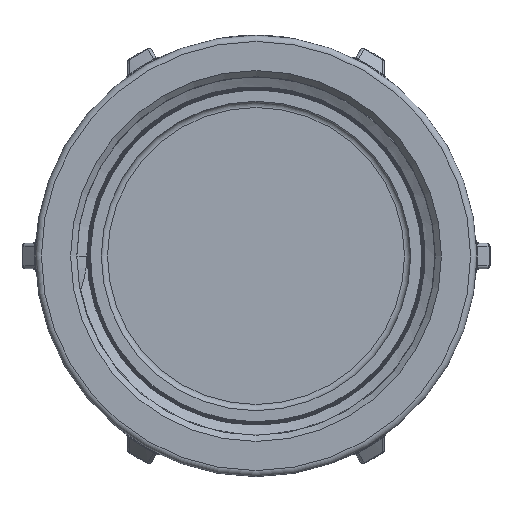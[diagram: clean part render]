
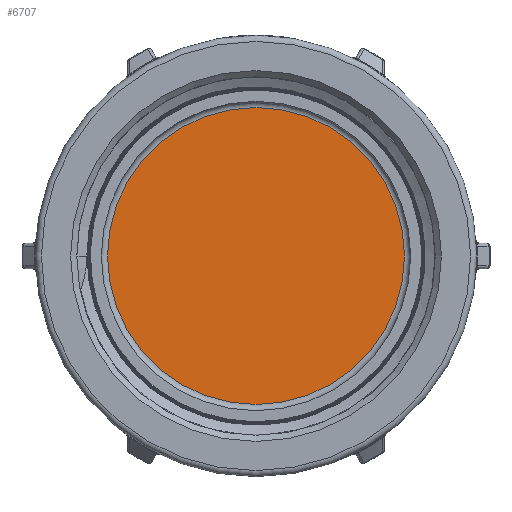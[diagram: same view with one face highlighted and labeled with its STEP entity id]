
A CAD part, left-side view. The second image highlights one B-rep face of the part: STEP entity #6707.
In plain terms, the highlighted planar face has unit normal (-1, 0, 0).
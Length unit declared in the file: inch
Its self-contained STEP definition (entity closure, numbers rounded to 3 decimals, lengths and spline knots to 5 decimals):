
#152=PLANE($,#7224);
#942=FACE_OUTER_BOUND($,#1370,.T.);
#1370=EDGE_LOOP($,(#5062));
#2656=CIRCLE($,#7222,1.45);
#2938=VERTEX_POINT($,#11521);
#3731=EDGE_CURVE($,#2938,#2938,#2656,.T.);
#5062=ORIENTED_EDGE($,*,*,#3731,.F.);
#6707=ADVANCED_FACE($,(#942),#152,.T.);
#7222=AXIS2_PLACEMENT_3D($,#11522,#8073,#8074);
#7224=AXIS2_PLACEMENT_3D($,#11525,#8077,#8078);
#8073=DIRECTION('center_axis',(1.,0.,0.));
#8074=DIRECTION('ref_axis',(0.,-1.,0.));
#8077=DIRECTION('center_axis',(-1.,0.,0.));
#8078=DIRECTION('ref_axis',(0.,0.,1.));
#11521=CARTESIAN_POINT('',(1.8,1.45,0.));
#11522=CARTESIAN_POINT('Origin',(1.8,0.,0.));
#11525=CARTESIAN_POINT('Origin',(1.8,0.755,0.));
